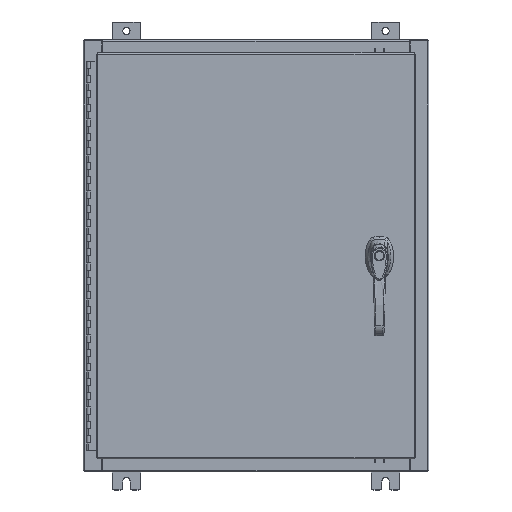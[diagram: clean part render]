
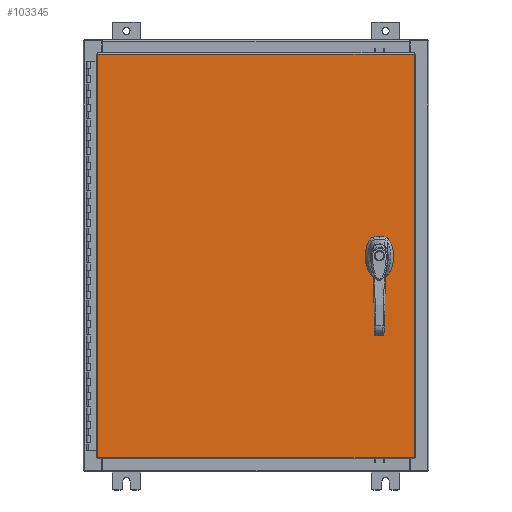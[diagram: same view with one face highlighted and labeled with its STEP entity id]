
A CAD part, top view. The second image highlights one B-rep face of the part: STEP entity #103345.
In plain terms, the highlighted planar face has unit normal (0, 0, 1).
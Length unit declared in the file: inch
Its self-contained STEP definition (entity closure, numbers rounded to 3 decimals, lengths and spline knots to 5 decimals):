
#1377 = EDGE_CURVE ( 'NONE', #15713, #2230, #59471, .T. ) ;
#2230 = VERTEX_POINT ( 'NONE', #16215 ) ;
#2546 = CARTESIAN_POINT ( 'NONE',  ( 10.9903, -14.0063, 0. ) ) ;
#2812 = LINE ( 'NONE', #110954, #97265 ) ;
#2834 = LINE ( 'NONE', #62895, #97283 ) ;
#4347 = CARTESIAN_POINT ( 'NONE',  ( 10.9903, 14.0063, 0. ) ) ;
#6230 = ORIENTED_EDGE ( 'NONE', *, *, #13916, .T. ) ;
#6978 = CARTESIAN_POINT ( 'NONE',  ( 10.9903, -14.0063, 0. ) ) ;
#7786 = ORIENTED_EDGE ( 'NONE', *, *, #103463, .T. ) ;
#9312 = DIRECTION ( 'NONE',  ( 1., 0., 0. ) ) ;
#9480 = VERTEX_POINT ( 'NONE', #52294 ) ;
#9658 = CARTESIAN_POINT ( 'NONE',  ( -10.9903, 14.0063, 0. ) ) ;
#12967 = VERTEX_POINT ( 'NONE', #67805 ) ;
#13609 = DIRECTION ( 'NONE',  ( -1., 0., 0. ) ) ;
#13796 = EDGE_LOOP ( 'NONE', ( #69989, #7786, #27853, #23638 ) ) ;
#13916 = EDGE_CURVE ( 'NONE', #27591, #49477, #2812, .T. ) ;
#14867 = EDGE_CURVE ( 'NONE', #27591, #104787, #21362, .T. ) ;
#15492 = EDGE_CURVE ( 'NONE', #104787, #55037, #81315, .T. ) ;
#15713 = VERTEX_POINT ( 'NONE', #50038 ) ;
#15723 = FACE_BOUND ( 'NONE', #29248, .T. ) ;
#16028 = VERTEX_POINT ( 'NONE', #9658 ) ;
#16215 = CARTESIAN_POINT ( 'NONE',  ( 8.77823, -0.403, 0. ) ) ;
#17443 = DIRECTION ( 'NONE',  ( 1., 0., 0. ) ) ;
#17793 = ORIENTED_EDGE ( 'NONE', *, *, #18319, .F. ) ;
#18319 = EDGE_CURVE ( 'NONE', #9480, #116484, #69438, .T. ) ;
#19433 = DIRECTION ( 'NONE',  ( -1., 0., 0. ) ) ;
#19505 = DIRECTION ( 'NONE',  ( 0., 0., 1. ) ) ;
#19991 = ORIENTED_EDGE ( 'NONE', *, *, #95277, .F. ) ;
#20102 = VERTEX_POINT ( 'NONE', #73303 ) ;
#21250 = DIRECTION ( 'NONE',  ( 0., 0., 1. ) ) ;
#21362 = CIRCLE ( 'NONE', #56705, 0.45 ) ;
#23393 = CARTESIAN_POINT ( 'NONE',  ( 8.981, -0.20023, 0. ) ) ;
#23638 = ORIENTED_EDGE ( 'NONE', *, *, #107781, .T. ) ;
#23998 = DIRECTION ( 'NONE',  ( 0., -1., 0. ) ) ;
#25378 = CARTESIAN_POINT ( 'NONE',  ( 8.578, -1.338, 0. ) ) ;
#27591 = VERTEX_POINT ( 'NONE', #43338 ) ;
#27853 = ORIENTED_EDGE ( 'NONE', *, *, #54477, .T. ) ;
#27983 = DIRECTION ( 'NONE',  ( 0., 0., 1. ) ) ;
#29248 = EDGE_LOOP ( 'NONE', ( #58437, #17793 ) ) ;
#29559 = DIRECTION ( 'NONE',  ( 0., 0., 1. ) ) ;
#31043 = VECTOR ( 'NONE', #23998, 39.37008 ) ;
#33632 = ORIENTED_EDGE ( 'NONE', *, *, #14867, .F. ) ;
#33911 = CARTESIAN_POINT ( 'NONE',  ( 8.175, 0., 0. ) ) ;
#34526 = DIRECTION ( 'NONE',  ( 1., 0., 0. ) ) ;
#36124 = DIRECTION ( 'NONE',  ( -1., 0., 0. ) ) ;
#37141 = VECTOR ( 'NONE', #66447, 39.37008 ) ;
#38505 = VECTOR ( 'NONE', #13609, 39.37008 ) ;
#40179 = AXIS2_PLACEMENT_3D ( 'NONE', #75944, #21250, #85183 ) ;
#41739 = CARTESIAN_POINT ( 'NONE',  ( 8.77823, 0.403, 0. ) ) ;
#43338 = CARTESIAN_POINT ( 'NONE',  ( 8.981, 0.20023, 0. ) ) ;
#43698 = VECTOR ( 'NONE', #97902, 39.37008 ) ;
#44624 = CARTESIAN_POINT ( 'NONE',  ( 8.578, 0., 0. ) ) ;
#47608 = EDGE_LOOP ( 'NONE', ( #6230, #19991, #100309, #71868, #105172, #77583, #99725, #33632 ) ) ;
#49391 = AXIS2_PLACEMENT_3D ( 'NONE', #84345, #29559, #93522 ) ;
#49477 = VERTEX_POINT ( 'NONE', #23393 ) ;
#50038 = CARTESIAN_POINT ( 'NONE',  ( 8.37777, -0.403, 0. ) ) ;
#51143 = CARTESIAN_POINT ( 'NONE',  ( 0., -0.403, 0. ) ) ;
#51934 = CARTESIAN_POINT ( 'NONE',  ( 8.175, 0.20023, 0. ) ) ;
#52294 = CARTESIAN_POINT ( 'NONE',  ( 8.4065, -1.338, 0. ) ) ;
#53716 = VECTOR ( 'NONE', #9312, 39.37008 ) ;
#53836 = DIRECTION ( 'NONE',  ( 1., 0., 0. ) ) ;
#54477 = EDGE_CURVE ( 'NONE', #95757, #16028, #111557, .T. ) ;
#55037 = VERTEX_POINT ( 'NONE', #112657 ) ;
#55705 = CARTESIAN_POINT ( 'NONE',  ( 0., 0., 0. ) ) ;
#56705 = AXIS2_PLACEMENT_3D ( 'NONE', #74198, #19505, #83450 ) ;
#57818 = CIRCLE ( 'NONE', #88237, 0.1715 ) ;
#57863 = CIRCLE ( 'NONE', #49391, 0.45 ) ;
#58437 = ORIENTED_EDGE ( 'NONE', *, *, #96659, .F. ) ;
#59471 = LINE ( 'NONE', #51143, #53716 ) ;
#60262 = EDGE_CURVE ( 'NONE', #55037, #84773, #57863, .T. ) ;
#62613 = FACE_OUTER_BOUND ( 'NONE', #13796, .T. ) ;
#62895 = CARTESIAN_POINT ( 'NONE',  ( -10.9903, -14.0063, 0. ) ) ;
#64893 = PLANE ( 'NONE',  #82467 ) ;
#66447 = DIRECTION ( 'NONE',  ( 0., 1., 0. ) ) ;
#67805 = CARTESIAN_POINT ( 'NONE',  ( 8.175, -0.20023, 0. ) ) ;
#69350 = CARTESIAN_POINT ( 'NONE',  ( 10.9903, 14.0063, 0. ) ) ;
#69438 = CIRCLE ( 'NONE', #108288, 0.1715 ) ;
#69989 = ORIENTED_EDGE ( 'NONE', *, *, #103145, .T. ) ;
#71868 = ORIENTED_EDGE ( 'NONE', *, *, #102100, .F. ) ;
#72061 = CARTESIAN_POINT ( 'NONE',  ( 0., 0.403, 0. ) ) ;
#73303 = CARTESIAN_POINT ( 'NONE',  ( -10.9903, -14.0063, 0. ) ) ;
#74123 = DIRECTION ( 'NONE',  ( 0., 0., -1. ) ) ;
#74198 = CARTESIAN_POINT ( 'NONE',  ( 8.578, 0., 0. ) ) ;
#74458 = DIRECTION ( 'NONE',  ( 0., -1., 0. ) ) ;
#75545 = VECTOR ( 'NONE', #36124, 39.37008 ) ;
#75944 = CARTESIAN_POINT ( 'NONE',  ( 8.578, 0., 0. ) ) ;
#77583 = ORIENTED_EDGE ( 'NONE', *, *, #60262, .F. ) ;
#78696 = CARTESIAN_POINT ( 'NONE',  ( -10.9903, 14.0063, 0. ) ) ;
#80054 = LINE ( 'NONE', #2546, #37141 ) ;
#81315 = LINE ( 'NONE', #72061, #75545 ) ;
#82467 = AXIS2_PLACEMENT_3D ( 'NONE', #55705, #74123, #19433 ) ;
#82753 = CARTESIAN_POINT ( 'NONE',  ( 8.578, -1.338, 0. ) ) ;
#83450 = DIRECTION ( 'NONE',  ( 1., 0., 0. ) ) ;
#84345 = CARTESIAN_POINT ( 'NONE',  ( 8.578, 0., 0. ) ) ;
#84773 = VERTEX_POINT ( 'NONE', #51934 ) ;
#85183 = DIRECTION ( 'NONE',  ( 1., 0., 0. ) ) ;
#85805 = FACE_BOUND ( 'NONE', #47608, .T. ) ;
#88237 = AXIS2_PLACEMENT_3D ( 'NONE', #25378, #89315, #34526 ) ;
#89315 = DIRECTION ( 'NONE',  ( 0., 0., 1. ) ) ;
#91920 = DIRECTION ( 'NONE',  ( 1., 0., 0. ) ) ;
#93522 = DIRECTION ( 'NONE',  ( 1., 0., 0. ) ) ;
#95059 = AXIS2_PLACEMENT_3D ( 'NONE', #44624, #108707, #53836 ) ;
#95145 = EDGE_CURVE ( 'NONE', #84773, #12967, #113925, .T. ) ;
#95277 = EDGE_CURVE ( 'NONE', #2230, #49477, #108173, .T. ) ;
#95757 = VERTEX_POINT ( 'NONE', #69350 ) ;
#96659 = EDGE_CURVE ( 'NONE', #116484, #9480, #57818, .T. ) ;
#97265 = VECTOR ( 'NONE', #74458, 39.37008 ) ;
#97283 = VECTOR ( 'NONE', #17443, 39.37008 ) ;
#97902 = DIRECTION ( 'NONE',  ( 0., -1., 0. ) ) ;
#98290 = VERTEX_POINT ( 'NONE', #6978 ) ;
#99725 = ORIENTED_EDGE ( 'NONE', *, *, #15492, .F. ) ;
#100309 = ORIENTED_EDGE ( 'NONE', *, *, #1377, .F. ) ;
#101175 = LINE ( 'NONE', #78696, #31043 ) ;
#102087 = CARTESIAN_POINT ( 'NONE',  ( 8.7495, -1.338, 0. ) ) ;
#102100 = EDGE_CURVE ( 'NONE', #12967, #15713, #108915, .T. ) ;
#103145 = EDGE_CURVE ( 'NONE', #20102, #98290, #2834, .T. ) ;
#103345 = ADVANCED_FACE ( 'NONE', ( #15723, #62613, #85805 ), #64893, .F. ) ;
#103463 = EDGE_CURVE ( 'NONE', #98290, #95757, #80054, .T. ) ;
#104787 = VERTEX_POINT ( 'NONE', #41739 ) ;
#105172 = ORIENTED_EDGE ( 'NONE', *, *, #95145, .F. ) ;
#107781 = EDGE_CURVE ( 'NONE', #16028, #20102, #101175, .T. ) ;
#108173 = CIRCLE ( 'NONE', #95059, 0.45 ) ;
#108288 = AXIS2_PLACEMENT_3D ( 'NONE', #82753, #27983, #91920 ) ;
#108707 = DIRECTION ( 'NONE',  ( 0., 0., 1. ) ) ;
#108915 = CIRCLE ( 'NONE', #40179, 0.45 ) ;
#110954 = CARTESIAN_POINT ( 'NONE',  ( 8.981, 0., 0. ) ) ;
#111557 = LINE ( 'NONE', #4347, #38505 ) ;
#112657 = CARTESIAN_POINT ( 'NONE',  ( 8.37777, 0.403, 0. ) ) ;
#113925 = LINE ( 'NONE', #33911, #43698 ) ;
#116484 = VERTEX_POINT ( 'NONE', #102087 ) ;
